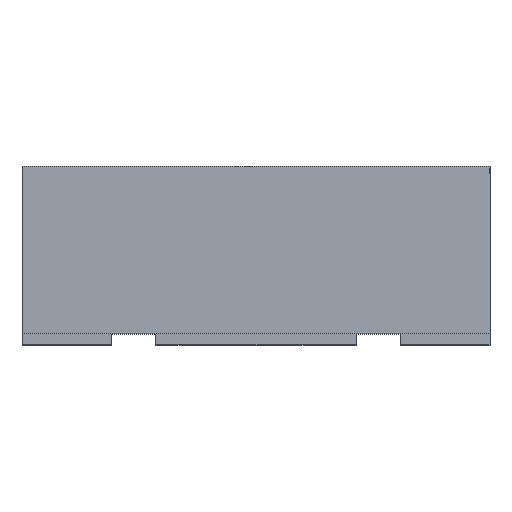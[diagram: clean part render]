
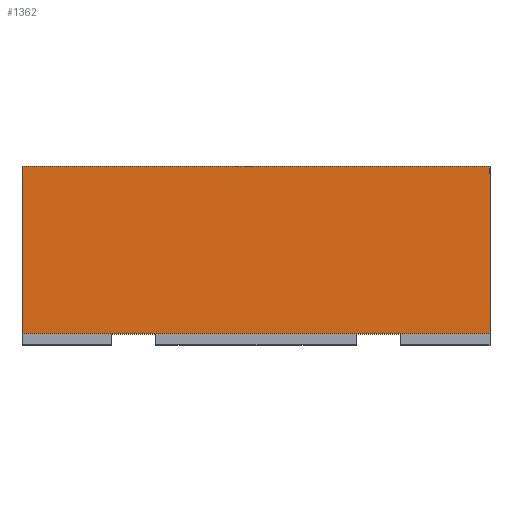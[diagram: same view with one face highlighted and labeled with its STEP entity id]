
A CAD part, top view. The second image highlights one B-rep face of the part: STEP entity #1362.
In plain terms, the highlighted planar face has unit normal (0, 0, 1).
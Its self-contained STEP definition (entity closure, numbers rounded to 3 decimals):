
#25 = FACE_OUTER_BOUND ( 'NONE', #1114, .T. ) ;
#111 = CARTESIAN_POINT ( 'NONE',  ( 1.05, -0.75, 1.05 ) ) ;
#346 = VERTEX_POINT ( 'NONE', #2353 ) ;
#348 = DIRECTION ( 'NONE',  ( 0., 0., 1. ) ) ;
#644 = VECTOR ( 'NONE', #2693, 1000. ) ;
#808 = VECTOR ( 'NONE', #1715, 1000. ) ;
#915 = EDGE_CURVE ( 'NONE', #1417, #346, #1644, .T. ) ;
#1114 = EDGE_LOOP ( 'NONE', ( #3528, #2596, #3299, #3610 ) ) ;
#1176 = CARTESIAN_POINT ( 'NONE',  ( 1.05, 0., 1.05 ) ) ;
#1362 = ADVANCED_FACE ( 'NONE', ( #25 ), #1473, .T. ) ;
#1417 = VERTEX_POINT ( 'NONE', #2678 ) ;
#1473 = PLANE ( 'NONE',  #3469 ) ;
#1481 = VERTEX_POINT ( 'NONE', #1843 ) ;
#1572 = CARTESIAN_POINT ( 'NONE',  ( 1.05, -0.75, 1.05 ) ) ;
#1644 = LINE ( 'NONE', #1572, #2753 ) ;
#1715 = DIRECTION ( 'NONE',  ( 0., 1., 0. ) ) ;
#1843 = CARTESIAN_POINT ( 'NONE',  ( 1.05, 0., 1.05 ) ) ;
#1930 = EDGE_CURVE ( 'NONE', #2080, #1481, #3585, .T. ) ;
#2000 = LINE ( 'NONE', #3782, #808 ) ;
#2080 = VERTEX_POINT ( 'NONE', #3096 ) ;
#2109 = DIRECTION ( 'NONE',  ( 1., 0., 0. ) ) ;
#2166 = DIRECTION ( 'NONE',  ( 1., 0., 0. ) ) ;
#2197 = LINE ( 'NONE', #111, #644 ) ;
#2353 = CARTESIAN_POINT ( 'NONE',  ( 1.05, -0.75, 1.05 ) ) ;
#2400 = CARTESIAN_POINT ( 'NONE',  ( 1.05, -0.75, 1.05 ) ) ;
#2508 = DIRECTION ( 'NONE',  ( 1., 0., 0. ) ) ;
#2596 = ORIENTED_EDGE ( 'NONE', *, *, #3813, .F. ) ;
#2678 = CARTESIAN_POINT ( 'NONE',  ( -1.05, -0.75, 1.05 ) ) ;
#2693 = DIRECTION ( 'NONE',  ( 0., 1., 0. ) ) ;
#2753 = VECTOR ( 'NONE', #2166, 1000. ) ;
#2800 = VECTOR ( 'NONE', #2508, 1000. ) ;
#3096 = CARTESIAN_POINT ( 'NONE',  ( -1.05, 0., 1.05 ) ) ;
#3224 = EDGE_CURVE ( 'NONE', #346, #1481, #2197, .T. ) ;
#3299 = ORIENTED_EDGE ( 'NONE', *, *, #915, .T. ) ;
#3469 = AXIS2_PLACEMENT_3D ( 'NONE', #2400, #348, #2109 ) ;
#3528 = ORIENTED_EDGE ( 'NONE', *, *, #1930, .F. ) ;
#3585 = LINE ( 'NONE', #1176, #2800 ) ;
#3610 = ORIENTED_EDGE ( 'NONE', *, *, #3224, .T. ) ;
#3782 = CARTESIAN_POINT ( 'NONE',  ( -1.05, -0.75, 1.05 ) ) ;
#3813 = EDGE_CURVE ( 'NONE', #1417, #2080, #2000, .T. ) ;
